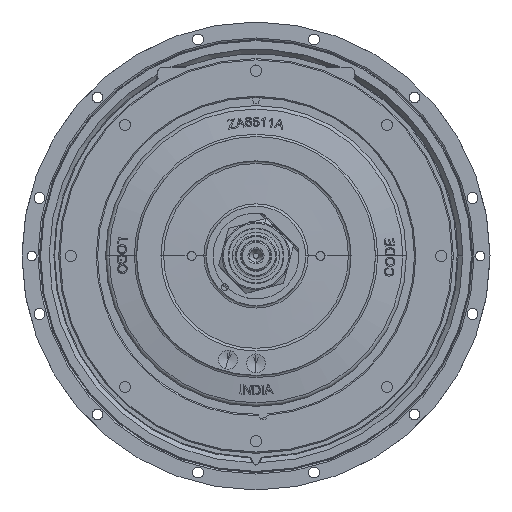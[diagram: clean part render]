
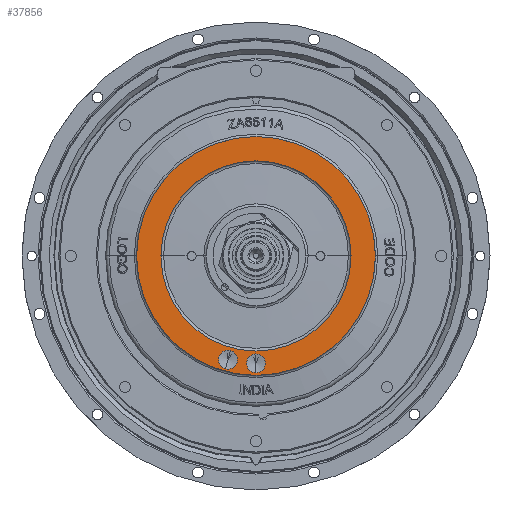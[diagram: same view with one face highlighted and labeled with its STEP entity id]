
A CAD part, top view. The second image highlights one B-rep face of the part: STEP entity #37856.
In plain terms, the highlighted planar face has unit normal (0, 0, 1).
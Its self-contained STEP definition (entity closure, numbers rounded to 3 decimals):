
#2147 = DIRECTION ( 'NONE',  ( 0., 0., -1. ) ) ;
#2879 = DIRECTION ( 'NONE',  ( 0., 0., -1. ) ) ;
#3756 = ORIENTED_EDGE ( 'NONE', *, *, #46274, .T. ) ;
#3790 = ORIENTED_EDGE ( 'NONE', *, *, #20926, .T. ) ;
#4316 = VERTEX_POINT ( 'NONE', #11552 ) ;
#4671 = ORIENTED_EDGE ( 'NONE', *, *, #16748, .T. ) ;
#5031 = CARTESIAN_POINT ( 'NONE',  ( 0., 0., 35.1 ) ) ;
#6504 = DIRECTION ( 'NONE',  ( 0., 0., 1. ) ) ;
#7125 = VERTEX_POINT ( 'NONE', #31308 ) ;
#8155 = AXIS2_PLACEMENT_3D ( 'NONE', #5031, #32370, #8962 ) ;
#8419 = AXIS2_PLACEMENT_3D ( 'NONE', #29885, #6504, #33822 ) ;
#8521 = CARTESIAN_POINT ( 'NONE',  ( 0., -127., 35.1 ) ) ;
#8962 = DIRECTION ( 'NONE',  ( 1., 0., 0. ) ) ;
#9509 = CIRCLE ( 'NONE', #50448, 11.113 ) ;
#9551 = FACE_OUTER_BOUND ( 'NONE', #45174, .T. ) ;
#11552 = CARTESIAN_POINT ( 'NONE',  ( 141.222, 0., 35.1 ) ) ;
#12310 = CIRCLE ( 'NONE', #8419, 141.222 ) ;
#12412 = PLANE ( 'NONE',  #8155 ) ;
#12449 = DIRECTION ( 'NONE',  ( 0., 1., 0. ) ) ;
#12462 = CARTESIAN_POINT ( 'NONE',  ( 112.392, 0., 35.1 ) ) ;
#12611 = AXIS2_PLACEMENT_3D ( 'NONE', #37301, #13950, #41239 ) ;
#13690 = AXIS2_PLACEMENT_3D ( 'NONE', #8521, #35821, #12449 ) ;
#13950 = DIRECTION ( 'NONE',  ( 0., 0., -1. ) ) ;
#14838 = EDGE_CURVE ( 'NONE', #34867, #18046, #29296, .T. ) ;
#15353 = CARTESIAN_POINT ( 'NONE',  ( 0., -115.887, 35.1 ) ) ;
#15711 = CARTESIAN_POINT ( 'NONE',  ( -33.049, -122.624, 35.1 ) ) ;
#16553 = AXIS2_PLACEMENT_3D ( 'NONE', #17694, #44942, #21574 ) ;
#16670 = CIRCLE ( 'NONE', #16553, 141.222 ) ;
#16732 = CARTESIAN_POINT ( 'NONE',  ( 0., 0., 35.1 ) ) ;
#16748 = EDGE_CURVE ( 'NONE', #7125, #47682, #43361, .T. ) ;
#17694 = CARTESIAN_POINT ( 'NONE',  ( 0., 0., 35.1 ) ) ;
#18046 = VERTEX_POINT ( 'NONE', #15353 ) ;
#18741 = AXIS2_PLACEMENT_3D ( 'NONE', #26312, #2879, #30188 ) ;
#19207 = VERTEX_POINT ( 'NONE', #39885 ) ;
#19302 = VERTEX_POINT ( 'NONE', #36814 ) ;
#19620 = DIRECTION ( 'NONE',  ( 0.26, 0.966, 0. ) ) ;
#19915 = CARTESIAN_POINT ( 'NONE',  ( -35.941, -133.354, 35.1 ) ) ;
#19965 = FACE_BOUND ( 'NONE', #46971, .T. ) ;
#20650 = DIRECTION ( 'NONE',  ( 1., 0., 0. ) ) ;
#20926 = EDGE_CURVE ( 'NONE', #19207, #26571, #38198, .T. ) ;
#21105 = EDGE_CURVE ( 'NONE', #26571, #19207, #41819, .T. ) ;
#21174 = FACE_BOUND ( 'NONE', #26858, .T. ) ;
#21574 = DIRECTION ( 'NONE',  ( 1., 0., 0. ) ) ;
#21770 = ORIENTED_EDGE ( 'NONE', *, *, #22329, .T. ) ;
#22329 = EDGE_CURVE ( 'NONE', #19302, #4316, #12310, .T. ) ;
#25586 = CARTESIAN_POINT ( 'NONE',  ( 0., -127., 35.1 ) ) ;
#26312 = CARTESIAN_POINT ( 'NONE',  ( 0., 0., 35.1 ) ) ;
#26571 = VERTEX_POINT ( 'NONE', #19915 ) ;
#26858 = EDGE_LOOP ( 'NONE', ( #3790, #35392 ) ) ;
#27595 = ORIENTED_EDGE ( 'NONE', *, *, #35527, .T. ) ;
#29296 = CIRCLE ( 'NONE', #13690, 11.113 ) ;
#29498 = DIRECTION ( 'NONE',  ( 0., 1., 0. ) ) ;
#29885 = CARTESIAN_POINT ( 'NONE',  ( 0., 0., 35.1 ) ) ;
#30188 = DIRECTION ( 'NONE',  ( 1., 0., 0. ) ) ;
#31308 = CARTESIAN_POINT ( 'NONE',  ( -112.392, 0., 35.1 ) ) ;
#32370 = DIRECTION ( 'NONE',  ( 0., 0., 1. ) ) ;
#33822 = DIRECTION ( 'NONE',  ( 1., 0., 0. ) ) ;
#34867 = VERTEX_POINT ( 'NONE', #48047 ) ;
#35392 = ORIENTED_EDGE ( 'NONE', *, *, #21105, .T. ) ;
#35527 = EDGE_CURVE ( 'NONE', #4316, #19302, #16670, .T. ) ;
#35821 = DIRECTION ( 'NONE',  ( 0., 0., -1. ) ) ;
#36814 = CARTESIAN_POINT ( 'NONE',  ( -141.222, 0., 35.1 ) ) ;
#37301 = CARTESIAN_POINT ( 'NONE',  ( -33.049, -122.624, 35.1 ) ) ;
#37856 = ADVANCED_FACE ( 'NONE', ( #21174, #40698, #19965, #9551 ), #12412, .T. ) ;
#38198 = CIRCLE ( 'NONE', #45242, 11.113 ) ;
#39296 = AXIS2_PLACEMENT_3D ( 'NONE', #16732, #44022, #20650 ) ;
#39885 = CARTESIAN_POINT ( 'NONE',  ( -30.157, -111.895, 35.1 ) ) ;
#39925 = EDGE_CURVE ( 'NONE', #47682, #7125, #42500, .T. ) ;
#40194 = EDGE_LOOP ( 'NONE', ( #3756, #47329 ) ) ;
#40698 = FACE_BOUND ( 'NONE', #40194, .T. ) ;
#41239 = DIRECTION ( 'NONE',  ( 0.26, 0.966, 0. ) ) ;
#41819 = CIRCLE ( 'NONE', #12611, 11.113 ) ;
#42500 = CIRCLE ( 'NONE', #39296, 112.392 ) ;
#42986 = DIRECTION ( 'NONE',  ( 0., 0., -1. ) ) ;
#43361 = CIRCLE ( 'NONE', #18741, 112.392 ) ;
#43911 = ORIENTED_EDGE ( 'NONE', *, *, #39925, .T. ) ;
#44022 = DIRECTION ( 'NONE',  ( 0., 0., -1. ) ) ;
#44942 = DIRECTION ( 'NONE',  ( 0., 0., 1. ) ) ;
#45174 = EDGE_LOOP ( 'NONE', ( #21770, #27595 ) ) ;
#45242 = AXIS2_PLACEMENT_3D ( 'NONE', #15711, #42986, #19620 ) ;
#46274 = EDGE_CURVE ( 'NONE', #18046, #34867, #9509, .T. ) ;
#46971 = EDGE_LOOP ( 'NONE', ( #43911, #4671 ) ) ;
#47329 = ORIENTED_EDGE ( 'NONE', *, *, #14838, .T. ) ;
#47682 = VERTEX_POINT ( 'NONE', #12462 ) ;
#48047 = CARTESIAN_POINT ( 'NONE',  ( 0., -138.113, 35.1 ) ) ;
#50448 = AXIS2_PLACEMENT_3D ( 'NONE', #25586, #2147, #29498 ) ;
